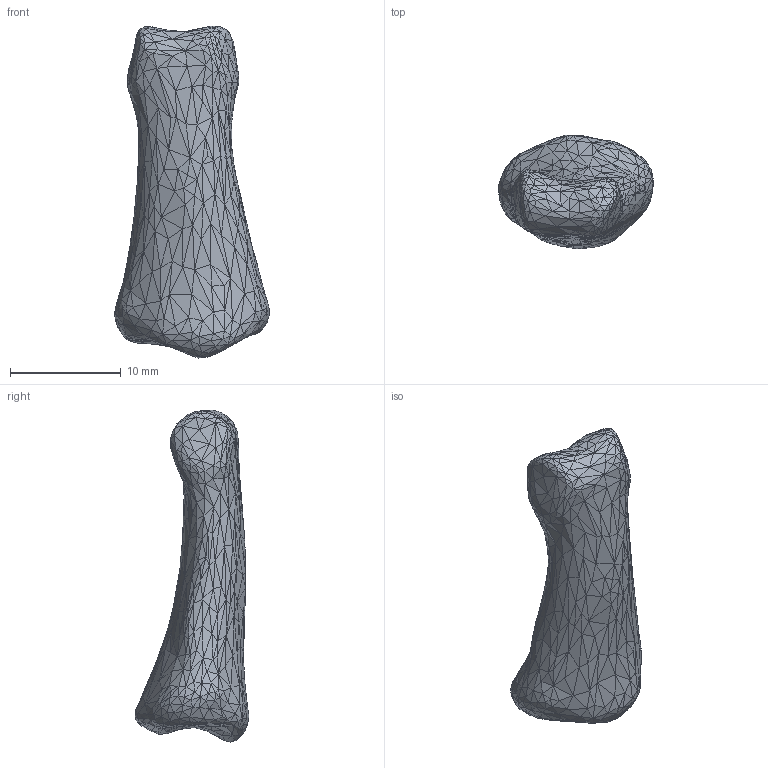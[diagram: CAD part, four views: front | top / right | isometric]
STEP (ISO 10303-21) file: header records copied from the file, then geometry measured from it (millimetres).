
FILE_DESCRIPTION(/* description */ (''),/* implementation_level */ '2;1');
FILE_NAME(/* name */ 'Annulaire_MP.step',/* time_stamp */ '2023-04-15T09:31:52-04:00',/* author */ (''),/* organization */ (''),/* preprocessor_version */ 'ST-DEVELOPER v19.2',/* originating_system */ 'Autodesk Translation Framework v12.4.0.73',/* authorisation */ '');
FILE_SCHEMA (('AUTOMOTIVE_DESIGN { 1 0 10303 214 3 1 1 }'));
Length unit declared in the file: millimetre
Products named in the file (1): RingMP
Bounding box: 13.97 x 10.27 x 29.93 mm (x, y, z)
Volume: 1534 mm3; surface area: 897.8 mm2
Topology: 1 solids, 1 shells, 1340 faces, 2010 edges, 672 vertices
Faces by surface type: plane 1340
Entity records: 26182 total; most frequent: DIRECTION 4692, CARTESIAN_POINT 4023, ORIENTED_EDGE 4020, LINE 2010, VECTOR 2010, EDGE_CURVE 2010, AXIS2_PLACEMENT_3D 1341, FACE_OUTER_BOUND 1340
